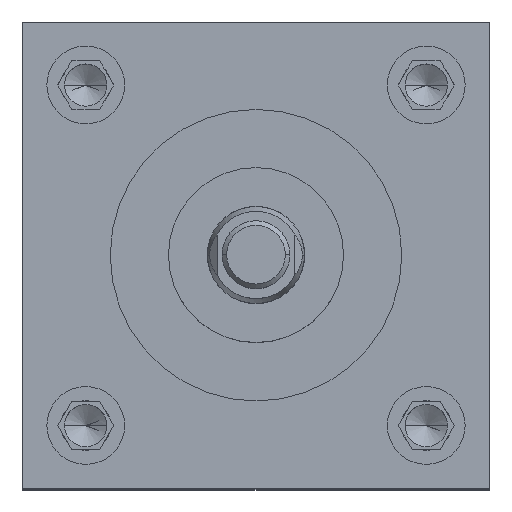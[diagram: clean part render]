
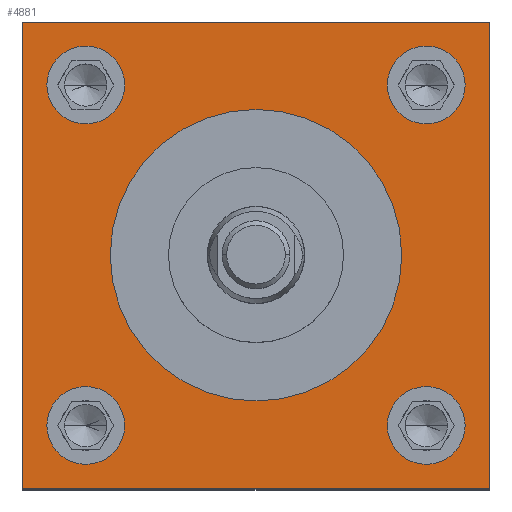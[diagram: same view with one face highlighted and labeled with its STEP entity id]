
A CAD part, top view. The second image highlights one B-rep face of the part: STEP entity #4881.
In plain terms, the highlighted planar face has unit normal (0, 0, 1).
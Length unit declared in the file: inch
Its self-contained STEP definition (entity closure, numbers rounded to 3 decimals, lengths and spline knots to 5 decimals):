
#78 = CARTESIAN_POINT ( 'NONE',  ( -1.5, -1.5, 5.75 ) ) ;
#100 = CIRCLE ( 'NONE', #2860, 0.25 ) ;
#166 = VECTOR ( 'NONE', #4573, 39.37008 ) ;
#277 = ORIENTED_EDGE ( 'NONE', *, *, #3923, .F. ) ;
#285 = DIRECTION ( 'NONE',  ( 0., 0., 1. ) ) ;
#403 = EDGE_CURVE ( 'NONE', #720, #2850, #4597, .T. ) ;
#450 = DIRECTION ( 'NONE',  ( 0., 0., -1. ) ) ;
#493 = DIRECTION ( 'NONE',  ( -1., 0., 0. ) ) ;
#498 = CARTESIAN_POINT ( 'NONE',  ( 0.845, 1.095, 5.75 ) ) ;
#579 = DIRECTION ( 'NONE',  ( 0., 0., 1. ) ) ;
#613 = CARTESIAN_POINT ( 'NONE',  ( 1.095, -1.095, 5.75 ) ) ;
#645 = DIRECTION ( 'NONE',  ( 1., 0., 0. ) ) ;
#657 = ORIENTED_EDGE ( 'NONE', *, *, #2260, .F. ) ;
#699 = VERTEX_POINT ( 'NONE', #2223 ) ;
#720 = VERTEX_POINT ( 'NONE', #498 ) ;
#761 = CARTESIAN_POINT ( 'NONE',  ( 0., 0., 5.75 ) ) ;
#771 = CARTESIAN_POINT ( 'NONE',  ( 0.845, -1.095, 5.75 ) ) ;
#789 = ORIENTED_EDGE ( 'NONE', *, *, #3006, .T. ) ;
#802 = CARTESIAN_POINT ( 'NONE',  ( -1.5, -1.5, 5.75 ) ) ;
#824 = EDGE_LOOP ( 'NONE', ( #657, #1738 ) ) ;
#898 = EDGE_LOOP ( 'NONE', ( #3222, #789, #1547, #5516 ) ) ;
#971 = AXIS2_PLACEMENT_3D ( 'NONE', #1088, #579, #5908 ) ;
#1061 = VERTEX_POINT ( 'NONE', #802 ) ;
#1088 = CARTESIAN_POINT ( 'NONE',  ( 1.095, -1.095, 5.75 ) ) ;
#1114 = ORIENTED_EDGE ( 'NONE', *, *, #1802, .F. ) ;
#1168 = VECTOR ( 'NONE', #493, 39.37008 ) ;
#1223 = CARTESIAN_POINT ( 'NONE',  ( -1.5, -1.5, 5.75 ) ) ;
#1230 = VERTEX_POINT ( 'NONE', #4911 ) ;
#1266 = EDGE_CURVE ( 'NONE', #2850, #720, #100, .T. ) ;
#1287 = AXIS2_PLACEMENT_3D ( 'NONE', #3108, #450, #5896 ) ;
#1333 = ORIENTED_EDGE ( 'NONE', *, *, #1572, .F. ) ;
#1378 = DIRECTION ( 'NONE',  ( 0., 0., 1. ) ) ;
#1419 = FACE_BOUND ( 'NONE', #824, .T. ) ;
#1476 = AXIS2_PLACEMENT_3D ( 'NONE', #1685, #3885, #1792 ) ;
#1490 = FACE_BOUND ( 'NONE', #3906, .T. ) ;
#1547 = ORIENTED_EDGE ( 'NONE', *, *, #1700, .T. ) ;
#1572 = EDGE_CURVE ( 'NONE', #1230, #1904, #6200, .T. ) ;
#1636 = DIRECTION ( 'NONE',  ( 1., 0., 0. ) ) ;
#1685 = CARTESIAN_POINT ( 'NONE',  ( 1.095, 1.095, 5.75 ) ) ;
#1687 = DIRECTION ( 'NONE',  ( 0., 1., 0. ) ) ;
#1694 = DIRECTION ( 'NONE',  ( 1., 0., 0. ) ) ;
#1700 = EDGE_CURVE ( 'NONE', #4071, #699, #3745, .T. ) ;
#1738 = ORIENTED_EDGE ( 'NONE', *, *, #4259, .F. ) ;
#1792 = DIRECTION ( 'NONE',  ( 1., 0., 0. ) ) ;
#1802 = EDGE_CURVE ( 'NONE', #4650, #6486, #3515, .T. ) ;
#1881 = DIRECTION ( 'NONE',  ( 1., 0., 0. ) ) ;
#1904 = VERTEX_POINT ( 'NONE', #1952 ) ;
#1952 = CARTESIAN_POINT ( 'NONE',  ( 0.9375, 0., 5.75 ) ) ;
#1993 = EDGE_LOOP ( 'NONE', ( #6777, #2965 ) ) ;
#2010 = VERTEX_POINT ( 'NONE', #2109 ) ;
#2055 = EDGE_CURVE ( 'NONE', #699, #6577, #3617, .T. ) ;
#2096 = DIRECTION ( 'NONE',  ( 0., 0., 1. ) ) ;
#2109 = CARTESIAN_POINT ( 'NONE',  ( -1.345, 1.095, 5.75 ) ) ;
#2223 = CARTESIAN_POINT ( 'NONE',  ( 1.5, 1.5, 5.75 ) ) ;
#2260 = EDGE_CURVE ( 'NONE', #5928, #2010, #3910, .T. ) ;
#2380 = VECTOR ( 'NONE', #1687, 39.37008 ) ;
#2479 = DIRECTION ( 'NONE',  ( 1., 0., 0. ) ) ;
#2651 = PLANE ( 'NONE',  #1287 ) ;
#2664 = CARTESIAN_POINT ( 'NONE',  ( 1.5, -1.5, 5.75 ) ) ;
#2748 = VERTEX_POINT ( 'NONE', #5814 ) ;
#2850 = VERTEX_POINT ( 'NONE', #6965 ) ;
#2860 = AXIS2_PLACEMENT_3D ( 'NONE', #3207, #2096, #1694 ) ;
#2902 = CARTESIAN_POINT ( 'NONE',  ( 1.5, -1.5, 5.75 ) ) ;
#2925 = AXIS2_PLACEMENT_3D ( 'NONE', #6826, #1378, #1881 ) ;
#2965 = ORIENTED_EDGE ( 'NONE', *, *, #403, .F. ) ;
#3006 = EDGE_CURVE ( 'NONE', #1061, #4071, #3323, .T. ) ;
#3091 = DIRECTION ( 'NONE',  ( 1., 0., 0. ) ) ;
#3108 = CARTESIAN_POINT ( 'NONE',  ( -1.5, 1.5, 5.75 ) ) ;
#3151 = DIRECTION ( 'NONE',  ( 0., 0., 1. ) ) ;
#3207 = CARTESIAN_POINT ( 'NONE',  ( 1.095, 1.095, 5.75 ) ) ;
#3222 = ORIENTED_EDGE ( 'NONE', *, *, #3987, .T. ) ;
#3293 = AXIS2_PLACEMENT_3D ( 'NONE', #6918, #5291, #6454 ) ;
#3323 = LINE ( 'NONE', #78, #5989 ) ;
#3515 = CIRCLE ( 'NONE', #5246, 0.25 ) ;
#3563 = DIRECTION ( 'NONE',  ( 0., 0., 1. ) ) ;
#3617 = LINE ( 'NONE', #5435, #1168 ) ;
#3619 = FACE_BOUND ( 'NONE', #5714, .T. ) ;
#3629 = CARTESIAN_POINT ( 'NONE',  ( -0.845, -1.095, 5.75 ) ) ;
#3645 = CARTESIAN_POINT ( 'NONE',  ( -1.5, 1.5, 5.75 ) ) ;
#3651 = FACE_BOUND ( 'NONE', #4678, .T. ) ;
#3745 = LINE ( 'NONE', #2664, #2380 ) ;
#3793 = ORIENTED_EDGE ( 'NONE', *, *, #6065, .F. ) ;
#3846 = CARTESIAN_POINT ( 'NONE',  ( -1.095, 1.095, 5.75 ) ) ;
#3885 = DIRECTION ( 'NONE',  ( 0., 0., 1. ) ) ;
#3906 = EDGE_LOOP ( 'NONE', ( #5214, #3793 ) ) ;
#3910 = CIRCLE ( 'NONE', #2925, 0.25 ) ;
#3923 = EDGE_CURVE ( 'NONE', #6486, #4650, #6151, .T. ) ;
#3987 = EDGE_CURVE ( 'NONE', #6577, #1061, #6160, .T. ) ;
#4071 = VERTEX_POINT ( 'NONE', #2902 ) ;
#4167 = FACE_BOUND ( 'NONE', #1993, .T. ) ;
#4259 = EDGE_CURVE ( 'NONE', #2010, #5928, #4986, .T. ) ;
#4506 = DIRECTION ( 'NONE',  ( 0., 0., 1. ) ) ;
#4570 = DIRECTION ( 'NONE',  ( 1., 0., 0. ) ) ;
#4573 = DIRECTION ( 'NONE',  ( 0., -1., 0. ) ) ;
#4597 = CIRCLE ( 'NONE', #1476, 0.25 ) ;
#4650 = VERTEX_POINT ( 'NONE', #6863 ) ;
#4678 = EDGE_LOOP ( 'NONE', ( #1114, #277 ) ) ;
#4865 = AXIS2_PLACEMENT_3D ( 'NONE', #5215, #285, #2479 ) ;
#4881 = ADVANCED_FACE ( 'NONE', ( #3651, #4167, #1490, #1419, #3619, #5391 ), #2651, .F. ) ;
#4911 = CARTESIAN_POINT ( 'NONE',  ( -0.9375, 0., 5.75 ) ) ;
#4986 = CIRCLE ( 'NONE', #5566, 0.25 ) ;
#5162 = EDGE_CURVE ( 'NONE', #1904, #1230, #6585, .T. ) ;
#5176 = DIRECTION ( 'NONE',  ( 0., 0., 1. ) ) ;
#5189 = CIRCLE ( 'NONE', #6919, 0.25 ) ;
#5200 = CIRCLE ( 'NONE', #4865, 0.25 ) ;
#5214 = ORIENTED_EDGE ( 'NONE', *, *, #5612, .F. ) ;
#5215 = CARTESIAN_POINT ( 'NONE',  ( -1.095, -1.095, 5.75 ) ) ;
#5230 = ORIENTED_EDGE ( 'NONE', *, *, #5162, .F. ) ;
#5246 = AXIS2_PLACEMENT_3D ( 'NONE', #613, #4506, #645 ) ;
#5291 = DIRECTION ( 'NONE',  ( 0., 0., 1. ) ) ;
#5362 = DIRECTION ( 'NONE',  ( 1., 0., 0. ) ) ;
#5391 = FACE_OUTER_BOUND ( 'NONE', #898, .T. ) ;
#5435 = CARTESIAN_POINT ( 'NONE',  ( -1.5, 1.5, 5.75 ) ) ;
#5516 = ORIENTED_EDGE ( 'NONE', *, *, #2055, .T. ) ;
#5566 = AXIS2_PLACEMENT_3D ( 'NONE', #3846, #3151, #5362 ) ;
#5610 = VERTEX_POINT ( 'NONE', #3629 ) ;
#5612 = EDGE_CURVE ( 'NONE', #5610, #2748, #5200, .T. ) ;
#5714 = EDGE_LOOP ( 'NONE', ( #5230, #1333 ) ) ;
#5786 = CARTESIAN_POINT ( 'NONE',  ( -1.095, -1.095, 5.75 ) ) ;
#5814 = CARTESIAN_POINT ( 'NONE',  ( -1.345, -1.095, 5.75 ) ) ;
#5896 = DIRECTION ( 'NONE',  ( -1., 0., 0. ) ) ;
#5908 = DIRECTION ( 'NONE',  ( 1., 0., 0. ) ) ;
#5928 = VERTEX_POINT ( 'NONE', #6629 ) ;
#5989 = VECTOR ( 'NONE', #1636, 39.37008 ) ;
#6065 = EDGE_CURVE ( 'NONE', #2748, #5610, #5189, .T. ) ;
#6151 = CIRCLE ( 'NONE', #971, 0.25 ) ;
#6160 = LINE ( 'NONE', #1223, #166 ) ;
#6200 = CIRCLE ( 'NONE', #3293, 0.9375 ) ;
#6236 = AXIS2_PLACEMENT_3D ( 'NONE', #761, #3563, #3091 ) ;
#6454 = DIRECTION ( 'NONE',  ( 1., 0., 0. ) ) ;
#6486 = VERTEX_POINT ( 'NONE', #771 ) ;
#6577 = VERTEX_POINT ( 'NONE', #3645 ) ;
#6585 = CIRCLE ( 'NONE', #6236, 0.9375 ) ;
#6629 = CARTESIAN_POINT ( 'NONE',  ( -0.845, 1.095, 5.75 ) ) ;
#6777 = ORIENTED_EDGE ( 'NONE', *, *, #1266, .F. ) ;
#6826 = CARTESIAN_POINT ( 'NONE',  ( -1.095, 1.095, 5.75 ) ) ;
#6863 = CARTESIAN_POINT ( 'NONE',  ( 1.345, -1.095, 5.75 ) ) ;
#6918 = CARTESIAN_POINT ( 'NONE',  ( 0., 0., 5.75 ) ) ;
#6919 = AXIS2_PLACEMENT_3D ( 'NONE', #5786, #5176, #4570 ) ;
#6965 = CARTESIAN_POINT ( 'NONE',  ( 1.345, 1.095, 5.75 ) ) ;
